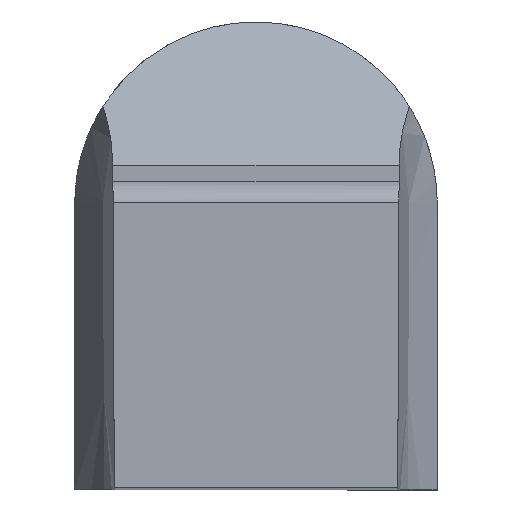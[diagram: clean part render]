
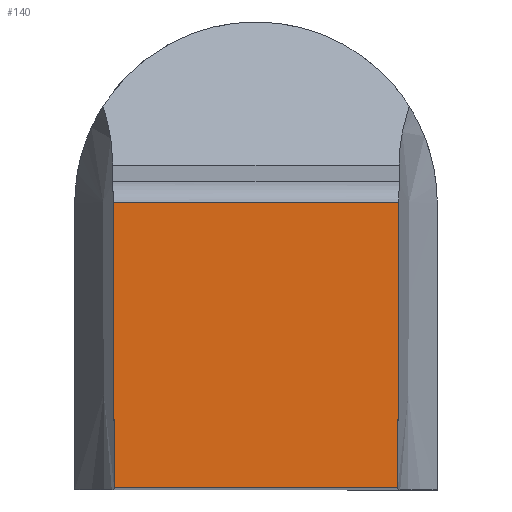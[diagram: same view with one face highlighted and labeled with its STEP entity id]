
A CAD part, top view. The second image highlights one B-rep face of the part: STEP entity #140.
In plain terms, the highlighted planar face has unit normal (0, 0, 1).
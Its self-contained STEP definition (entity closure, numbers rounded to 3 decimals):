
#126=PLANE('',#737);
#140=ADVANCED_FACE('',(#202),#126,.T.);
#202=FACE_OUTER_BOUND('',#224,.T.);
#224=EDGE_LOOP('',(#425,#426,#427,#428));
#338=LINE('',#1062,#364);
#350=LINE('',#1101,#376);
#352=LINE('',#1105,#378);
#354=LINE('',#1109,#380);
#364=VECTOR('',#836,1.);
#376=VECTOR('',#856,1.);
#378=VECTOR('',#862,1.);
#380=VECTOR('',#868,1.);
#425=ORIENTED_EDGE('',*,*,#624,.F.);
#426=ORIENTED_EDGE('',*,*,#630,.F.);
#427=ORIENTED_EDGE('',*,*,#609,.F.);
#428=ORIENTED_EDGE('',*,*,#627,.F.);
#547=VERTEX_POINT('',#1061);
#548=VERTEX_POINT('',#1063);
#555=VERTEX_POINT('',#1095);
#558=VERTEX_POINT('',#1100);
#609=EDGE_CURVE('',#547,#548,#338,.T.);
#624=EDGE_CURVE('',#558,#555,#350,.T.);
#627=EDGE_CURVE('',#555,#547,#352,.T.);
#630=EDGE_CURVE('',#548,#558,#354,.T.);
#737=AXIS2_PLACEMENT_3D('',#1111,#871,#872);
#836=DIRECTION('',(-1.,0.,0.));
#856=DIRECTION('',(1.,0.,0.));
#862=DIRECTION('',(-0.004,-1.,0.));
#868=DIRECTION('',(-0.004,1.,0.));
#871=DIRECTION('',(0.,0.,1.));
#872=DIRECTION('',(-1.,0.,0.));
#1061=CARTESIAN_POINT('',(-0.087,0.,0.));
#1062=CARTESIAN_POINT('',(-0.087,0.,0.));
#1063=CARTESIAN_POINT('',(-19.863,0.,0.));
#1095=CARTESIAN_POINT('',(0.,19.875,0.));
#1100=CARTESIAN_POINT('',(-19.95,19.875,0.));
#1101=CARTESIAN_POINT('',(-19.95,19.875,0.));
#1105=CARTESIAN_POINT('',(0.,19.875,0.));
#1109=CARTESIAN_POINT('',(-19.863,0.,0.));
#1111=CARTESIAN_POINT('',(-19.95,19.875,0.));
